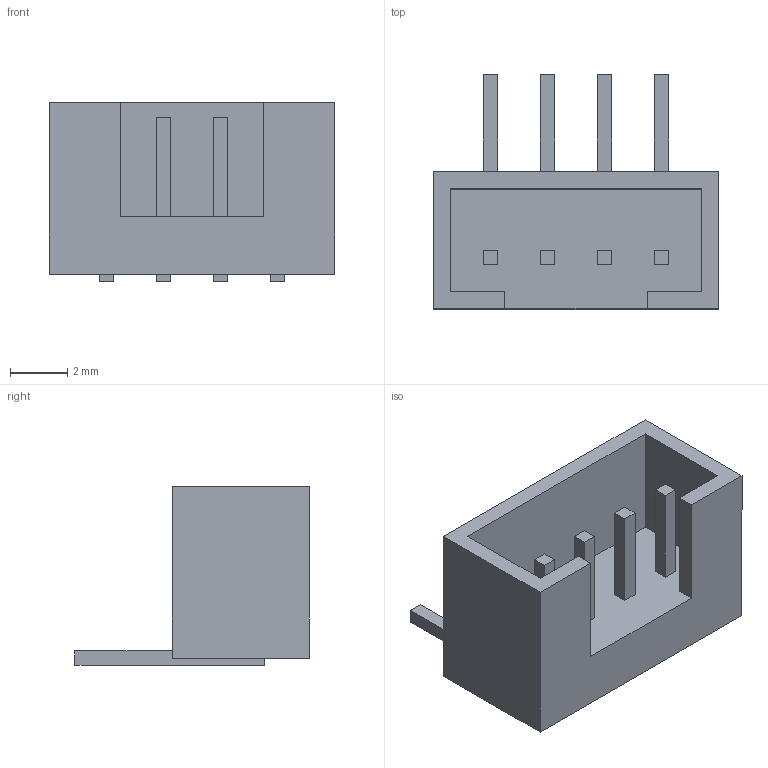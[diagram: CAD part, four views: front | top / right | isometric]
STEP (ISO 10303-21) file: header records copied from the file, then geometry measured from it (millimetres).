
FILE_DESCRIPTION (( 'STEP AP214' ), '1' );
FILE_NAME ('Conn_WB-04R.STEP', '2022-03-13T17:03:41', ( '' ), ( '' ), 'SwSTEP 2.0', 'SolidWorks 2022', '' );
FILE_SCHEMA (( 'AUTOMOTIVE_DESIGN' ));
Length unit declared in the file: millimetre
Products named in the file (1): Conn_WB-04R
Bounding box: 10 x 8.2 x 6.25 mm (x, y, z)
Volume: 157.8 mm3; surface area: 400.3 mm2
Topology: 1 solids, 1 shells, 58 faces, 156 edges, 104 vertices
Faces by surface type: plane 58
Entity records: 2331 total; most frequent: CARTESIAN_POINT 319, ORIENTED_EDGE 312, DIRECTION 274, EDGE_CURVE 156, VECTOR 156, LINE 156, VERTEX_POINT 104, EDGE_LOOP 62
